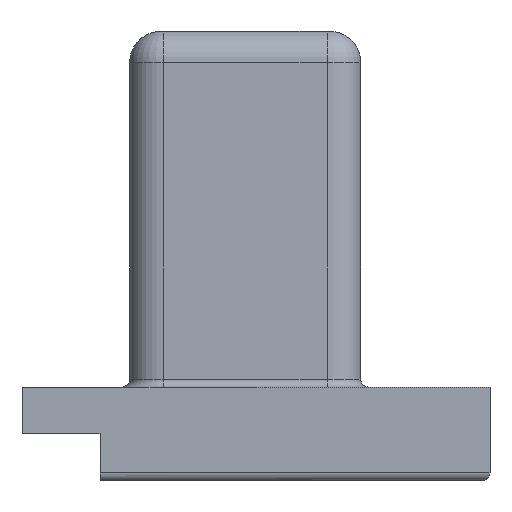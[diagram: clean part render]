
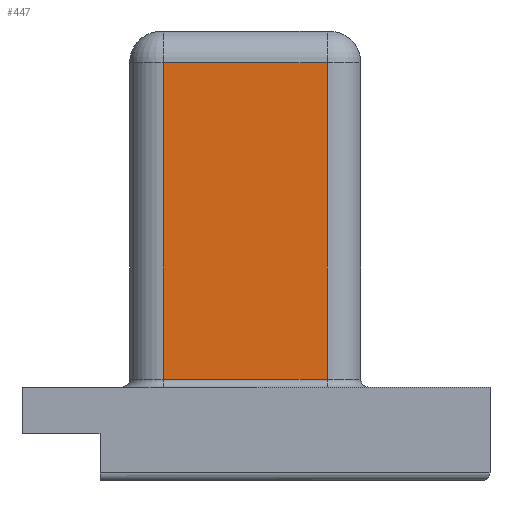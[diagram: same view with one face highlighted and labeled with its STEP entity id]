
A CAD part, front view. The second image highlights one B-rep face of the part: STEP entity #447.
In plain terms, the highlighted planar face has unit normal (0, -1, 0).
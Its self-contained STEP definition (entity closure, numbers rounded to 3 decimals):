
#54 = ORIENTED_EDGE ( 'NONE', *, *, #1106, .T. ) ;
#447 = ADVANCED_FACE ( 'NONE', ( #6714 ), #1258, .F. ) ;
#528 = ORIENTED_EDGE ( 'NONE', *, *, #720, .F. ) ;
#535 = DIRECTION ( 'NONE',  ( 0., 0., 1. ) ) ;
#578 = CARTESIAN_POINT ( 'NONE',  ( 48.09, -84.28, 14.4 ) ) ;
#593 = LINE ( 'NONE', #4267, #5133 ) ;
#720 = EDGE_CURVE ( 'NONE', #899, #7547, #3173, .T. ) ;
#899 = VERTEX_POINT ( 'NONE', #2540 ) ;
#1106 = EDGE_CURVE ( 'NONE', #5821, #7547, #593, .T. ) ;
#1121 = AXIS2_PLACEMENT_3D ( 'NONE', #3994, #3409, #535 ) ;
#1258 = PLANE ( 'NONE',  #1121 ) ;
#1358 = ORIENTED_EDGE ( 'NONE', *, *, #7017, .T. ) ;
#2540 = CARTESIAN_POINT ( 'NONE',  ( 53.34, -84.28, 13.4 ) ) ;
#2763 = DIRECTION ( 'NONE',  ( -1., 0., 0. ) ) ;
#2779 = VERTEX_POINT ( 'NONE', #7365 ) ;
#3130 = VECTOR ( 'NONE', #5794, 1000. ) ;
#3173 = LINE ( 'NONE', #5061, #3130 ) ;
#3409 = DIRECTION ( 'NONE',  ( 0., 1., 0. ) ) ;
#3994 = CARTESIAN_POINT ( 'NONE',  ( 48.09, -84.28, 14.4 ) ) ;
#4037 = LINE ( 'NONE', #578, #7100 ) ;
#4267 = CARTESIAN_POINT ( 'NONE',  ( 48.09, -84.28, 3.25 ) ) ;
#4654 = ORIENTED_EDGE ( 'NONE', *, *, #6683, .T. ) ;
#5061 = CARTESIAN_POINT ( 'NONE',  ( 53.34, -84.28, 14.4 ) ) ;
#5133 = VECTOR ( 'NONE', #6096, 1000. ) ;
#5794 = DIRECTION ( 'NONE',  ( 0., 0., -1. ) ) ;
#5821 = VERTEX_POINT ( 'NONE', #6957 ) ;
#6096 = DIRECTION ( 'NONE',  ( 1., 0., 0. ) ) ;
#6539 = CARTESIAN_POINT ( 'NONE',  ( 53.34, -84.28, 3.25 ) ) ;
#6683 = EDGE_CURVE ( 'NONE', #2779, #5821, #4037, .T. ) ;
#6714 = FACE_OUTER_BOUND ( 'NONE', #8093, .T. ) ;
#6800 = DIRECTION ( 'NONE',  ( 0., 0., -1. ) ) ;
#6957 = CARTESIAN_POINT ( 'NONE',  ( 48.09, -84.28, 3.25 ) ) ;
#7017 = EDGE_CURVE ( 'NONE', #899, #2779, #7737, .T. ) ;
#7054 = CARTESIAN_POINT ( 'NONE',  ( 48.09, -84.28, 13.4 ) ) ;
#7100 = VECTOR ( 'NONE', #6800, 1000. ) ;
#7365 = CARTESIAN_POINT ( 'NONE',  ( 48.09, -84.28, 13.4 ) ) ;
#7547 = VERTEX_POINT ( 'NONE', #6539 ) ;
#7737 = LINE ( 'NONE', #7054, #8542 ) ;
#8093 = EDGE_LOOP ( 'NONE', ( #4654, #54, #528, #1358 ) ) ;
#8542 = VECTOR ( 'NONE', #2763, 1000. ) ;
